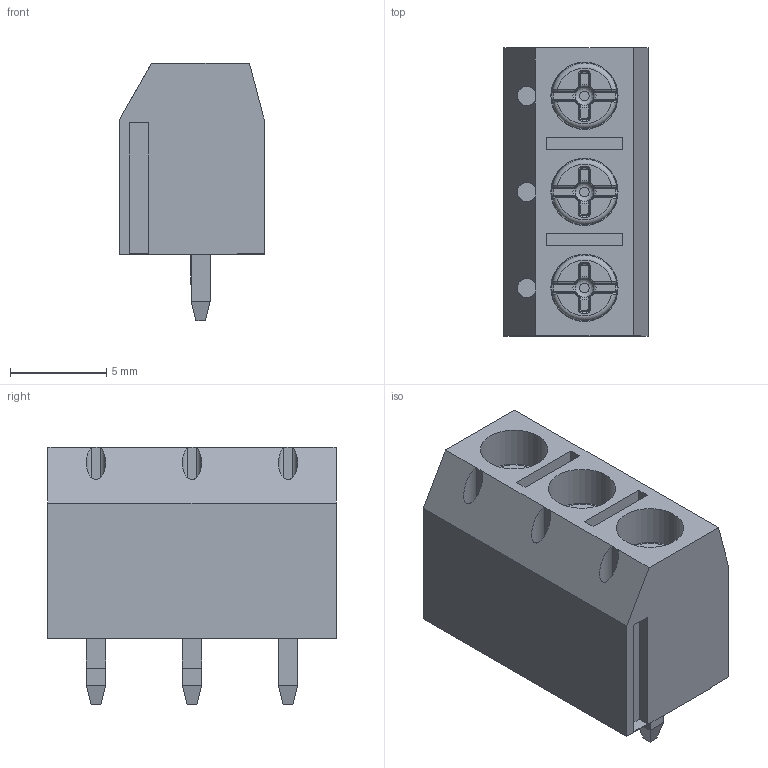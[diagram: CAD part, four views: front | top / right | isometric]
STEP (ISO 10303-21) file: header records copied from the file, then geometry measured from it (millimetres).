
FILE_DESCRIPTION(('FreeCAD Model'),'2;1');
FILE_NAME('Open CASCADE Shape Model','2022-06-07T09:57:13',('Author'),( ''),'Open CASCADE STEP processor 7.5','FreeCAD','Unknown');
FILE_SCHEMA(('AUTOMOTIVE_DESIGN { 1 0 10303 214 1 1 1 1 }'));
Length unit declared in the file: millimetre
Products named in the file (5): t3001; 3-pin screw terminal001; 3-pin screw terminal (1)001; 3-pin screw terminal (2)001; 3-pin screw terminal (3)001
Assembly tree (4 placements, depth 2):
  t3001
    3-pin screw terminal001
    3-pin screw terminal (1)001
    3-pin screw terminal (2)001
    3-pin screw terminal (3)001
Bounding box: 7.5 x 15 x 13.4 mm (x, y, z)
Volume: 694.9 mm3; surface area: 1446.1 mm2
Topology: 4 solids, 7 shells, 560 faces, 1344 edges, 783 vertices
Faces by surface type: plane 217, bspline 171, cylinder 124, torus 48
Full cylindrical faces by diameter (mm): 3.4 x3, 3.5 x3
Entity records: 37133 total; most frequent: CARTESIAN_POINT 12007, DIRECTION 4294, ORIENTED_EDGE 2640, PCURVE 2640, DEFINITIONAL_REPRESENTATION 2640, LINE 2375, VECTOR 2375, EDGE_CURVE 1320
